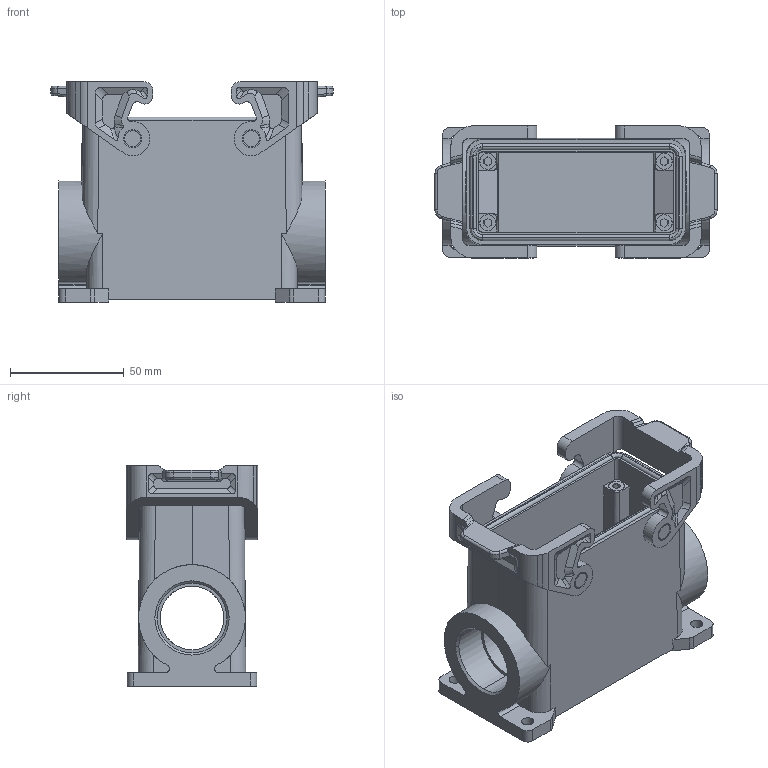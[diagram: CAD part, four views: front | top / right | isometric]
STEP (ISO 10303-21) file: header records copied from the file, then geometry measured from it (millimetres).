
FILE_DESCRIPTION(('Creo Elements/Direct Modeling STEP Export'),'2;1');
FILE_NAME('37jbk2e5h25cocb4344','2022-02-04T10:51:04',(''),(''),'Creo Elements/Direct Modeling STEP processor for AP214 (Solid Model)','Creo Elements/Direct Modeling 20.1B 02-Apr-2019 (C) Parametric Technology GmbH','');
FILE_SCHEMA(('AUTOMOTIVE_DESIGN { 1 0 10303 214 1 1 1 1 }'));
Length unit declared in the file: millimetre
Products named in the file (2): TAPH 16-232
Assembly tree (1 placements, depth 2):
  TAPH 16-232
    TAPH 16-232
Bounding box: 124 x 58 x 96.9 mm (x, y, z)
Volume: 197095.9 mm3; surface area: 68715.6 mm2
Topology: 1 solids, 1 shells, 417 faces, 1148 edges, 758 vertices
Faces by surface type: plane 207, cylinder 158, torus 20, bspline 20, cone 12
Entity records: 23868 total; most frequent: CARTESIAN_POINT 10086, ORIENTED_EDGE 2296, DIRECTION 2056, EDGE_CURVE 1148, VERTEX_POINT 758, AXIS2_PLACEMENT_3D 690, VECTOR 676, LINE 676
